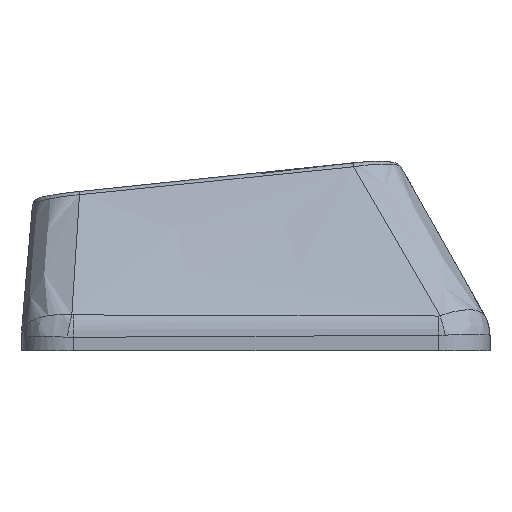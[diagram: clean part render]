
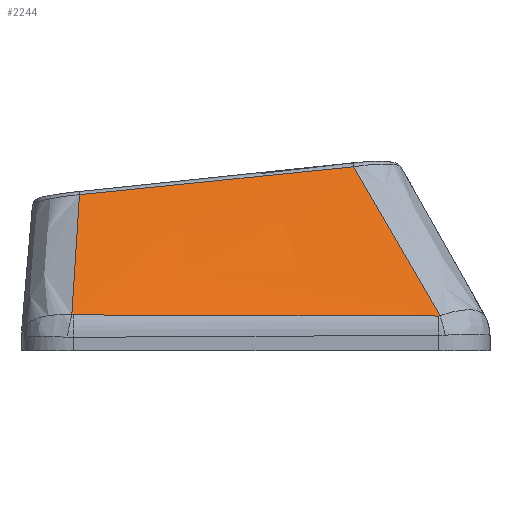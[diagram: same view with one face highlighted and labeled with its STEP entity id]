
A CAD part, left-side view. The second image highlights one B-rep face of the part: STEP entity #2244.
In plain terms, the highlighted free-form (B-spline) face has degree [3, 3] with [4, 4] control points.
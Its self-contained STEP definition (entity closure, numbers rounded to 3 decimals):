
#365=FACE_OUTER_BOUND('',#483,.T.);
#483=EDGE_LOOP('',(#1682,#1683,#1684,#1685,#1686,#1687));
#689=B_SPLINE_CURVE_WITH_KNOTS('',3,(#4154,#4155,#4156,#4157),
 .UNSPECIFIED.,.F.,.F.,(4,4),(0.,0.007),
 .UNSPECIFIED.);
#691=B_SPLINE_CURVE_WITH_KNOTS('',3,(#4181,#4182,#4183,#4184),
 .UNSPECIFIED.,.F.,.F.,(4,4),(0.,1.416),.UNSPECIFIED.);
#693=B_SPLINE_CURVE_WITH_KNOTS('',3,(#4208,#4209,#4210,#4211),
 .UNSPECIFIED.,.F.,.F.,(4,4),(0.,0.006),
 .UNSPECIFIED.);
#708=B_SPLINE_CURVE_WITH_KNOTS('',3,(#4493,#4494,#4495,#4496),
 .UNSPECIFIED.,.F.,.F.,(4,4),(0.022,0.77),
 .UNSPECIFIED.);
#709=B_SPLINE_CURVE_WITH_KNOTS('',3,(#4498,#4499,#4500,#4501),
 .UNSPECIFIED.,.F.,.F.,(4,4),(-1.068,0.),
 .UNSPECIFIED.);
#710=B_SPLINE_CURVE_WITH_KNOTS('',3,(#4502,#4503,#4504,#4505),
 .UNSPECIFIED.,.F.,.F.,(4,4),(-0.59,-0.017),
 .UNSPECIFIED.);
#914=VERTEX_POINT('',#4116);
#916=VERTEX_POINT('',#4147);
#918=VERTEX_POINT('',#4174);
#920=VERTEX_POINT('',#4201);
#936=VERTEX_POINT('',#4492);
#937=VERTEX_POINT('',#4497);
#1191=EDGE_CURVE('',#914,#916,#689,.T.);
#1194=EDGE_CURVE('',#916,#918,#691,.T.);
#1197=EDGE_CURVE('',#918,#920,#693,.T.);
#1221=EDGE_CURVE('',#936,#914,#708,.T.);
#1222=EDGE_CURVE('',#937,#936,#709,.T.);
#1223=EDGE_CURVE('',#920,#937,#710,.T.);
#1682=ORIENTED_EDGE('',*,*,#1197,.F.);
#1683=ORIENTED_EDGE('',*,*,#1194,.F.);
#1684=ORIENTED_EDGE('',*,*,#1191,.F.);
#1685=ORIENTED_EDGE('',*,*,#1221,.F.);
#1686=ORIENTED_EDGE('',*,*,#1222,.F.);
#1687=ORIENTED_EDGE('',*,*,#1223,.F.);
#2187=B_SPLINE_SURFACE_WITH_KNOTS('',3,3,((#4476,#4477,#4478,#4479),(#4480,
#4481,#4482,#4483),(#4484,#4485,#4486,#4487),(#4488,#4489,#4490,#4491)),
 .UNSPECIFIED.,.F.,.F.,.F.,(4,4),(4,4),(0.097,0.894),
(0.027,0.945),.UNSPECIFIED.);
#2244=ADVANCED_FACE('',(#365),#2187,.T.);
#4116=CARTESIAN_POINT('',(-20.782,-7.144,0.355));
#4147=CARTESIAN_POINT('',(-20.786,-7.077,0.347));
#4154=CARTESIAN_POINT('Ctrl Pts',(-20.782,-7.144,0.355));
#4155=CARTESIAN_POINT('Ctrl Pts',(-20.785,-7.122,0.35));
#4156=CARTESIAN_POINT('Ctrl Pts',(-20.786,-7.1,0.347));
#4157=CARTESIAN_POINT('Ctrl Pts',(-20.786,-7.077,0.347));
#4174=CARTESIAN_POINT('',(-20.71,7.086,0.39));
#4181=CARTESIAN_POINT('Ctrl Pts',(-20.786,-7.077,0.347));
#4182=CARTESIAN_POINT('Ctrl Pts',(-20.766,-2.356,0.361));
#4183=CARTESIAN_POINT('Ctrl Pts',(-20.742,2.365,0.375));
#4184=CARTESIAN_POINT('Ctrl Pts',(-20.71,7.086,0.39));
#4201=CARTESIAN_POINT('',(-20.706,7.147,0.395));
#4208=CARTESIAN_POINT('Ctrl Pts',(-20.71,7.086,0.39));
#4209=CARTESIAN_POINT('Ctrl Pts',(-20.71,7.106,0.39));
#4210=CARTESIAN_POINT('Ctrl Pts',(-20.708,7.127,0.392));
#4211=CARTESIAN_POINT('Ctrl Pts',(-20.706,7.147,0.395));
#4476=CARTESIAN_POINT('Ctrl Pts',(-17.417,-4.155,6.178));
#4477=CARTESIAN_POINT('Ctrl Pts',(-18.54,-5.153,4.234));
#4478=CARTESIAN_POINT('Ctrl Pts',(-19.663,-6.15,2.291));
#4479=CARTESIAN_POINT('Ctrl Pts',(-20.786,-7.147,0.347));
#4480=CARTESIAN_POINT('Ctrl Pts',(-17.417,-0.389,
5.793));
#4481=CARTESIAN_POINT('Ctrl Pts',(-18.54,-1.053,3.971));
#4482=CARTESIAN_POINT('Ctrl Pts',(-19.663,-1.718,2.148));
#4483=CARTESIAN_POINT('Ctrl Pts',(-20.786,-2.382,0.326));
#4484=CARTESIAN_POINT('Ctrl Pts',(-17.417,3.378,5.409));
#4485=CARTESIAN_POINT('Ctrl Pts',(-18.54,3.046,3.707));
#4486=CARTESIAN_POINT('Ctrl Pts',(-19.663,2.714,2.006));
#4487=CARTESIAN_POINT('Ctrl Pts',(-20.786,2.382,0.304));
#4488=CARTESIAN_POINT('Ctrl Pts',(-17.417,7.145,5.024));
#4489=CARTESIAN_POINT('Ctrl Pts',(-18.54,7.146,3.444));
#4490=CARTESIAN_POINT('Ctrl Pts',(-19.663,7.146,1.863));
#4491=CARTESIAN_POINT('Ctrl Pts',(-20.786,7.147,0.282));
#4492=CARTESIAN_POINT('',(-17.418,-3.777,6.138));
#4493=CARTESIAN_POINT('Ctrl Pts',(-17.418,-3.777,6.138));
#4494=CARTESIAN_POINT('Ctrl Pts',(-18.545,-4.905,4.215));
#4495=CARTESIAN_POINT('Ctrl Pts',(-19.665,-6.026,2.287));
#4496=CARTESIAN_POINT('Ctrl Pts',(-20.782,-7.144,0.355));
#4497=CARTESIAN_POINT('',(-17.417,6.849,5.054));
#4498=CARTESIAN_POINT('Ctrl Pts',(-17.417,6.849,5.054));
#4499=CARTESIAN_POINT('Ctrl Pts',(-17.418,3.307,5.415));
#4500=CARTESIAN_POINT('Ctrl Pts',(-17.418,-0.235,
5.776));
#4501=CARTESIAN_POINT('Ctrl Pts',(-17.418,-3.777,6.138));
#4502=CARTESIAN_POINT('Ctrl Pts',(-20.706,7.147,0.395));
#4503=CARTESIAN_POINT('Ctrl Pts',(-19.605,7.041,1.946));
#4504=CARTESIAN_POINT('Ctrl Pts',(-18.507,6.94,3.499));
#4505=CARTESIAN_POINT('Ctrl Pts',(-17.417,6.849,5.054));
